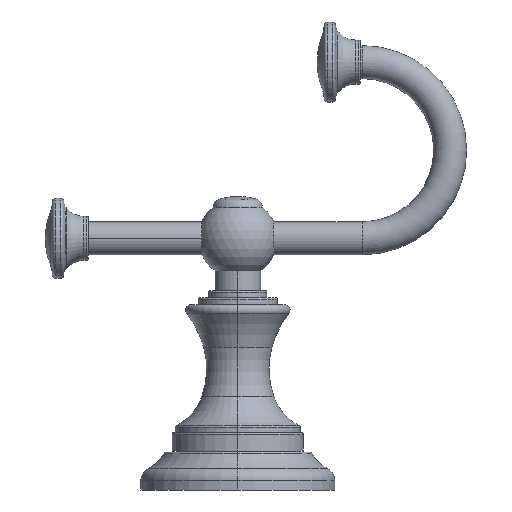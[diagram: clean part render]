
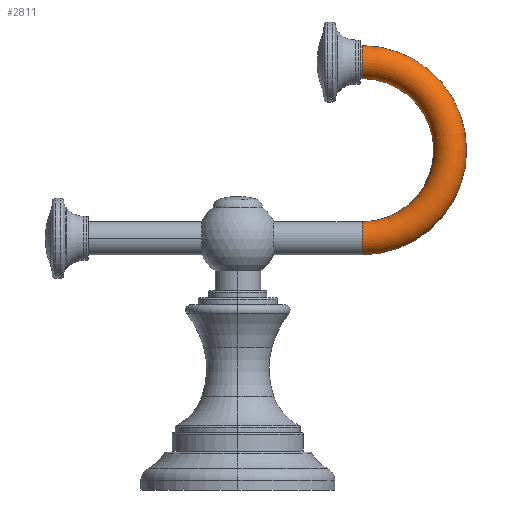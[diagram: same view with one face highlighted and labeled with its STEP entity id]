
A CAD part, left-side view. The second image highlights one B-rep face of the part: STEP entity #2811.
In plain terms, the highlighted toroidal (fillet/blend) face has major radius 25.4 mm and minor radius 4.763 mm.
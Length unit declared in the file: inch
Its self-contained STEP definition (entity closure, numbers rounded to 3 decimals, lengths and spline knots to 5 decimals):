
#22=CARTESIAN_POINT('',(0.,-1.41,2.857));
#23=DIRECTION('',(0.,1.,0.));
#24=DIRECTION('',(0.,0.,-1.));
#25=AXIS2_PLACEMENT_3D('',#22,#23,#24);
#793=CARTESIAN_POINT('',(0.,-1.41,3.857));
#794=DIRECTION('',(1.,0.,0.));
#795=DIRECTION('',(0.,0.,1.));
#796=AXIS2_PLACEMENT_3D('',#793,#794,#795);
#1022=CARTESIAN_POINT('',(0.,-1.41,4.857));
#1023=DIRECTION('',(0.,-1.,0.));
#1024=DIRECTION('',(0.,0.,1.));
#1025=AXIS2_PLACEMENT_3D('',#1022,#1023,#1024);
#1027=CARTESIAN_POINT('',(0.,-1.41,3.857));
#1028=DIRECTION('',(1.,0.,0.));
#1029=DIRECTION('',(0.,0.,1.));
#1030=AXIS2_PLACEMENT_3D('',#1027,#1028,#1029);
#1176=CARTESIAN_POINT('',(0.,-1.41,4.6695));
#1177=CARTESIAN_POINT('',(0.,-1.41,5.0445));
#1178=VERTEX_POINT('',#1176);
#1179=VERTEX_POINT('',#1177);
#1180=CARTESIAN_POINT('',(0.,-1.41,3.0445));
#1181=CARTESIAN_POINT('',(0.,-1.41,2.6695));
#1182=VERTEX_POINT('',#1180);
#1183=VERTEX_POINT('',#1181);
#2800=CARTESIAN_POINT('',(0.,-1.41,3.857));
#2801=DIRECTION('',(1.,0.,0.));
#2802=DIRECTION('',(0.,0.,-1.));
#2803=AXIS2_PLACEMENT_3D('',#2800,#2801,#2802);
#2804=TOROIDAL_SURFACE('',#2803,1.,0.1875);
#2805=ORIENTED_EDGE('',*,*,#2794,.F.);
#2806=ORIENTED_EDGE('',*,*,#2434,.T.);
#2807=ORIENTED_EDGE('',*,*,#1310,.T.);
#2808=ORIENTED_EDGE('',*,*,#2431,.F.);
#2809=EDGE_LOOP('',(#2805,#2806,#2807,#2808));
#2810=FACE_OUTER_BOUND('',#2809,.F.);
#2811=ADVANCED_FACE('',(#2810),#2804,.T.);
#26=CIRCLE('',#25,0.1875);
#797=CIRCLE('',#796,0.8125);
#1026=CIRCLE('',#1025,0.1875);
#1031=CIRCLE('',#1030,1.1875);
#1310=EDGE_CURVE('',#1183,#1182,#26,.T.);
#2431=EDGE_CURVE('',#1178,#1182,#797,.T.);
#2434=EDGE_CURVE('',#1179,#1183,#1031,.T.);
#2794=EDGE_CURVE('',#1179,#1178,#1026,.T.);
